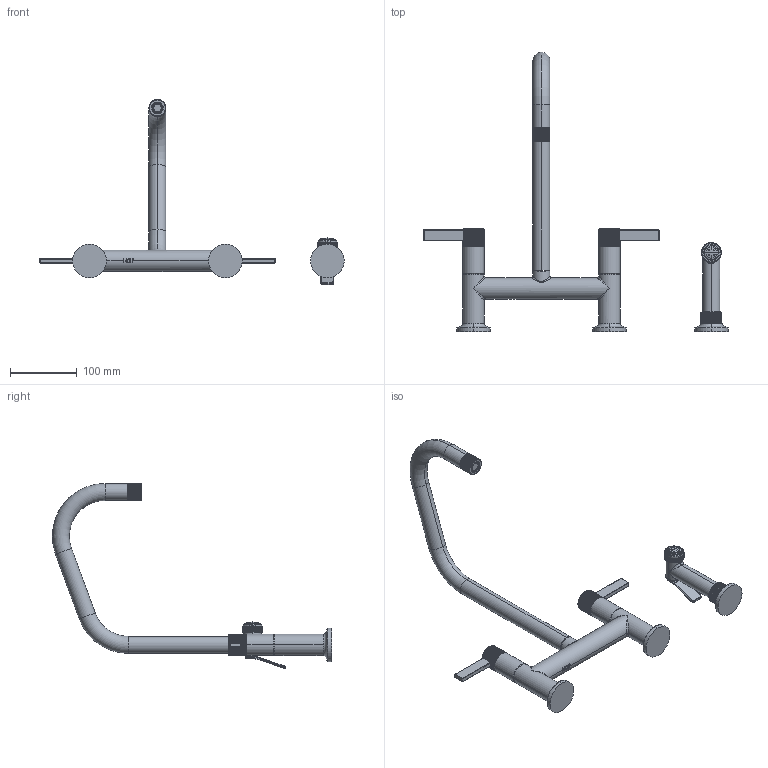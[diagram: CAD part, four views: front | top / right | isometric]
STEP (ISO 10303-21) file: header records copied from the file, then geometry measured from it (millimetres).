
FILE_DESCRIPTION((''),'2;1');
FILE_NAME('3230-5413','2025-04-23T16:52:50',('SwamiS'),(''),'CREO PARAMETRIC BY PTC INC, 2023134','CREO PARAMETRIC BY PTC INC, 2023134','');
FILE_SCHEMA(('CONFIG_CONTROL_DESIGN'));
Length unit declared in the file: inch
Products named in the file (1): 3230-5413
Bounding box: 455.04 x 417.55 x 276.6 mm (x, y, z)
Volume: 810582.3 mm3; surface area: 138860.2 mm2
Topology: 6 solids, 6 shells, 1838 faces, 5260 edges, 3450 vertices
Faces by surface type: plane 1031, cylinder 603, bspline 75, torus 59, extrusion 36, cone 22, sphere 12
Entity records: 81264 total; most frequent: CARTESIAN_POINT 35494, ORIENTED_EDGE 10520, DIRECTION 8421, EDGE_CURVE 5260, VERTEX_POINT 3450, AXIS2_PLACEMENT_3D 3149, VECTOR 2123, LINE 2087
